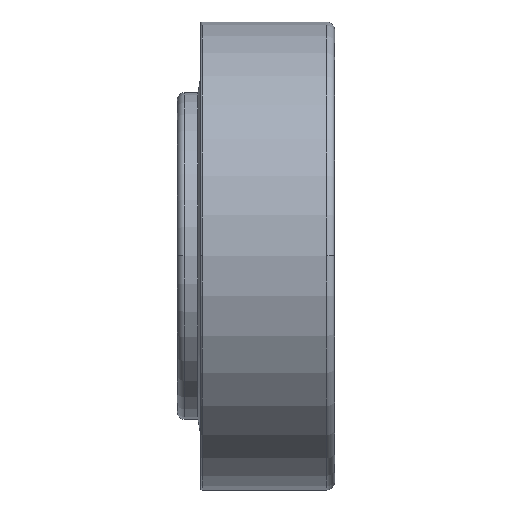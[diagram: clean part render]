
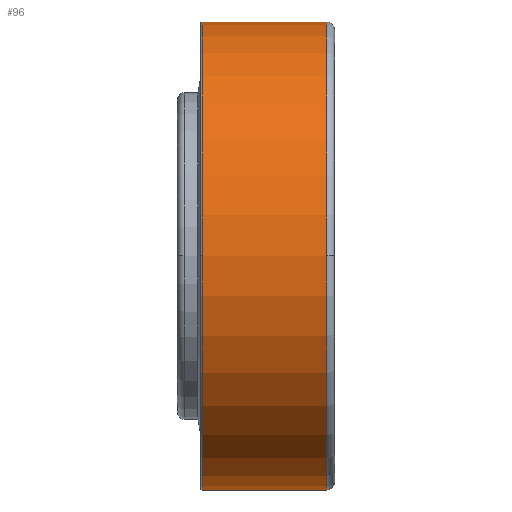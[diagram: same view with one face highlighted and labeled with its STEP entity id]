
A CAD part, top view. The second image highlights one B-rep face of the part: STEP entity #96.
In plain terms, the highlighted cylindrical face has radius 17.5 mm (diameter 35 mm), a partial arc.
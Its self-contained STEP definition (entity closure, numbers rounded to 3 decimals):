
#96=ADVANCED_FACE('',(#189),#190,.T.);
#189=FACE_OUTER_BOUND('',#305,.T.);
#190=CYLINDRICAL_SURFACE('',#306,17.5);
#305=EDGE_LOOP('',(#631,#632,#633,#634,#635,#636));
#306=AXIS2_PLACEMENT_3D('',#637,#638,#639);
#631=ORIENTED_EDGE('',*,*,#899,.F.);
#632=ORIENTED_EDGE('',*,*,#900,.T.);
#633=ORIENTED_EDGE('',*,*,#901,.T.);
#634=ORIENTED_EDGE('',*,*,#902,.F.);
#635=ORIENTED_EDGE('',*,*,#903,.F.);
#636=ORIENTED_EDGE('',*,*,#904,.F.);
#637=CARTESIAN_POINT('',(6.5,0.0,0.0));
#638=DIRECTION('',(1.0,0.0,0.0));
#639=DIRECTION('',(0.0,1.0,0.0));
#899=EDGE_CURVE('',#1103,#1104,#1105,.T.);
#900=EDGE_CURVE('',#1103,#1106,#1107,.T.);
#901=EDGE_CURVE('',#1106,#1108,#1109,.T.);
#902=EDGE_CURVE('',#1110,#1108,#1111,.T.);
#903=EDGE_CURVE('',#1112,#1110,#1113,.T.);
#904=EDGE_CURVE('',#1104,#1112,#1114,.T.);
#1103=VERTEX_POINT('',#1351);
#1104=VERTEX_POINT('',#1352);
#1105=LINE('',#1353,#1354);
#1106=VERTEX_POINT('',#1355);
#1107=CIRCLE('',#1356,17.5);
#1108=VERTEX_POINT('',#1357);
#1109=CIRCLE('',#1358,17.5);
#1110=VERTEX_POINT('',#1359);
#1111=LINE('',#1360,#1361);
#1112=VERTEX_POINT('',#1362);
#1113=CIRCLE('',#1363,17.5);
#1114=CIRCLE('',#1364,17.5);
#1351=CARTESIAN_POINT('',(1.85,17.5,0.0));
#1352=CARTESIAN_POINT('',(11.15,17.5,0.0));
#1353=CARTESIAN_POINT('',(6.5,17.5,0.));
#1354=VECTOR('',#1699,1.0);
#1355=CARTESIAN_POINT('',(1.85,0.,17.5));
#1356=AXIS2_PLACEMENT_3D('',#1700,#1701,#1702);
#1357=CARTESIAN_POINT('',(1.85,-17.5,0.));
#1358=AXIS2_PLACEMENT_3D('',#1703,#1704,#1705);
#1359=CARTESIAN_POINT('',(11.15,-17.5,0.));
#1360=CARTESIAN_POINT('',(6.5,-17.5,0.));
#1361=VECTOR('',#1706,1.0);
#1362=CARTESIAN_POINT('',(11.15,0.,17.5));
#1363=AXIS2_PLACEMENT_3D('',#1707,#1708,#1709);
#1364=AXIS2_PLACEMENT_3D('',#1710,#1711,#1712);
#1699=DIRECTION('',(1.0,0.0,0.0));
#1700=CARTESIAN_POINT('',(1.85,0.0,0.0));
#1701=DIRECTION('',(1.0,0.0,0.0));
#1702=DIRECTION('',(0.0,1.0,0.0));
#1703=CARTESIAN_POINT('',(1.85,0.0,0.0));
#1704=DIRECTION('',(1.0,0.0,0.0));
#1705=DIRECTION('',(0.0,1.0,0.0));
#1706=DIRECTION('',(-1.0,-0.0,-0.0));
#1707=CARTESIAN_POINT('',(11.15,0.0,0.0));
#1708=DIRECTION('',(1.0,0.0,0.0));
#1709=DIRECTION('',(0.0,1.0,0.0));
#1710=CARTESIAN_POINT('',(11.15,0.0,0.0));
#1711=DIRECTION('',(1.0,0.0,0.0));
#1712=DIRECTION('',(0.0,1.0,0.0));
